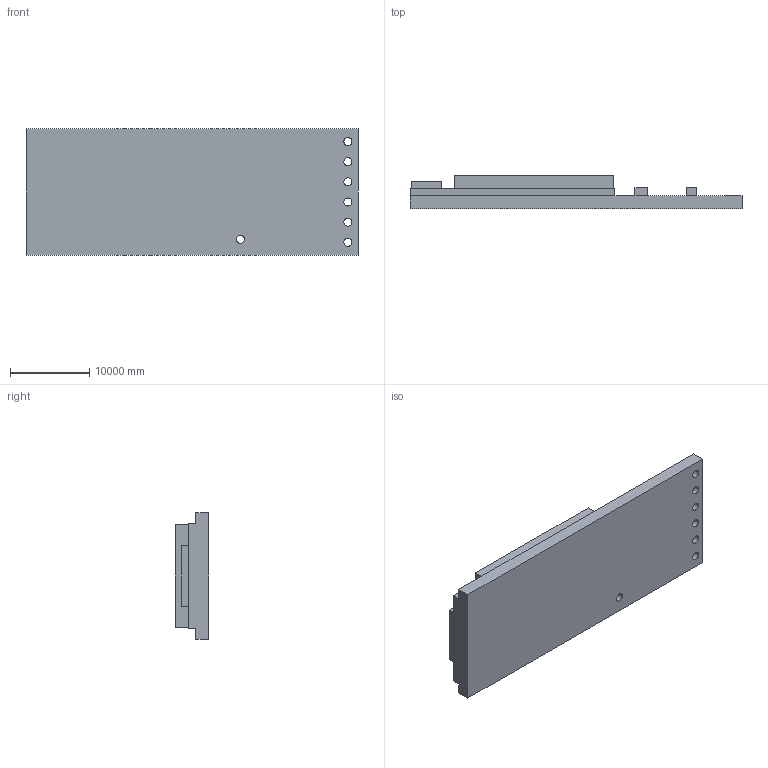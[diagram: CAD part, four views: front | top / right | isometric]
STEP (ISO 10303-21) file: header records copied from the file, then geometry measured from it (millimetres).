
FILE_DESCRIPTION((''),'2;1');
FILE_NAME('RESIZED','2013-04-23T',('paul.smith'),(''),'PRO/ENGINEER BY PARAMETRIC TECHNOLOGY CORPORATION, 2012060','PRO/ENGINEER BY PARAMETRIC TECHNOLOGY CORPORATION, 2012060','');
FILE_SCHEMA(('CONFIG_CONTROL_DESIGN'));
Length unit declared in the file: metre
Products named in the file (1): RESIZED
Bounding box: 41888.9 x 4203.7 x 15980.8 mm (x, y, z)
Volume: 1861412434921.1 mm3; surface area: 1780111516.9 mm2
Topology: 1 solids, 1 shells, 70 faces, 168 edges, 112 vertices
Faces by surface type: plane 42, cylinder 28
Entity records: 2114 total; most frequent: DIRECTION 364, CARTESIAN_POINT 350, ORIENTED_EDGE 336, EDGE_CURVE 168, AXIS2_PLACEMENT_3D 126, VECTOR 112, LINE 112, VERTEX_POINT 112
